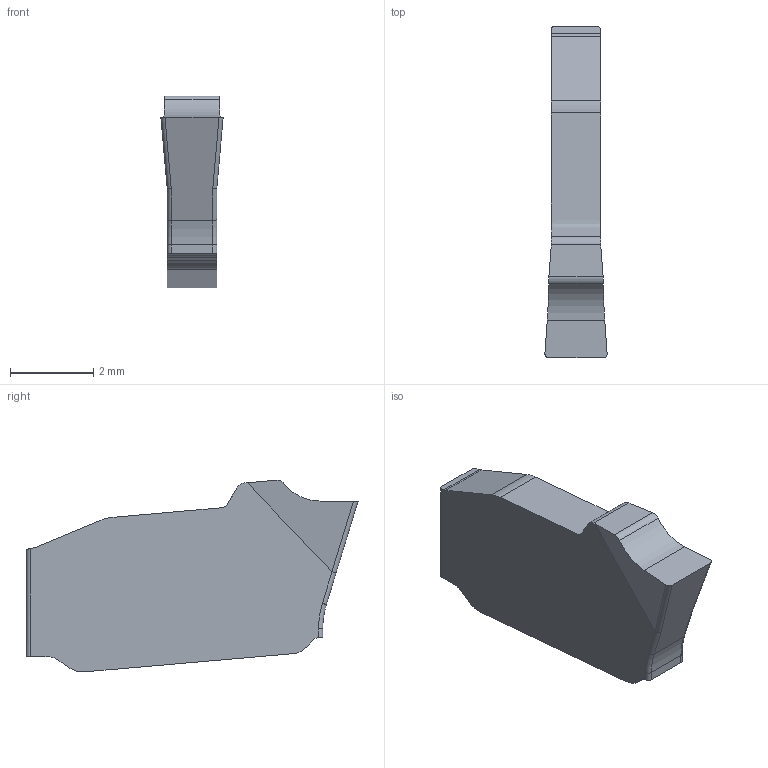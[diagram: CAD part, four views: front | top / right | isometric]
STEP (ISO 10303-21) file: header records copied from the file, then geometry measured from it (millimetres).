
FILE_DESCRIPTION(/* description */ (''),/* implementation_level */ '2;1');
FILE_NAME(/* name */ 'aaa337620_a.stp',/* time_stamp */ '2019-09-26T15:14:47+02:00',/* author */ (''),/* organization */ ('SMS'),/* preprocessor_version */ 'ST-DEVELOPER v16.7',/* originating_system */ 'SIEMENS PLM Software NX 12.0',/* authorisation */ '');
FILE_SCHEMA (('AUTOMOTIVE_DESIGN { 1 0 10303 214 3 1 1 1 }'));
Length unit declared in the file: millimetre
Products named in the file (1): AAA337620_A
Bounding box: 1.5 x 8 x 4.62 mm (x, y, z)
Volume: 32.6 mm3; surface area: 80.6 mm2
Topology: 1 solids, 1 shells, 38 faces, 103 edges, 69 vertices
Faces by surface type: cylinder 18, plane 16, torus 2, extrusion 2
Entity records: 1405 total; most frequent: CARTESIAN_POINT 360, DIRECTION 217, ORIENTED_EDGE 204, EDGE_CURVE 102, AXIS2_PLACEMENT_3D 78, VERTEX_POINT 66, VECTOR 61, LINE 59
